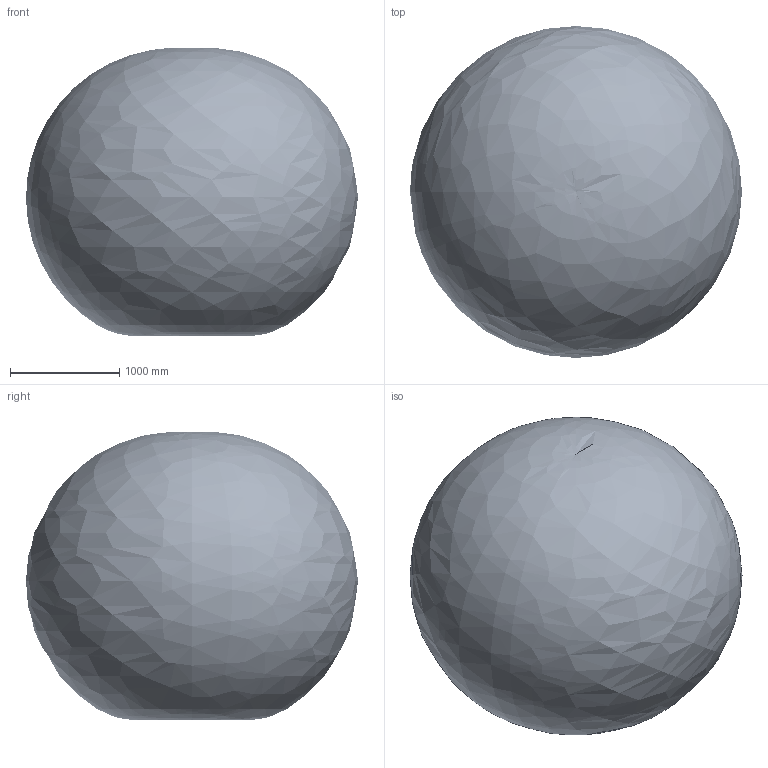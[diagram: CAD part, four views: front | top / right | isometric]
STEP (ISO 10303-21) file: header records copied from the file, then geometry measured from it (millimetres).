
FILE_DESCRIPTION(/* description */ ('Norm.iam Teamplte','CAx-IF Rec.Pracs.---Representation and Presentation of Product Manufacturing Information (PMI)---3.8---2014-02-18'),/* implementation_level */ '2;1');
FILE_NAME(/* name */ '3D-model_AT_00026-01.stp',/* time_stamp */ '2023-05-10T08:46:24+02:00',/* author */ ('enrico.reif'),/* organization */ (''),/* preprocessor_version */ 'ST-DEVELOPER v16.5',/* originating_system */ 'Autodesk Inventor 2017',/* authorisation */ '');
FILE_SCHEMA (('AP242_MANAGED_MODEL_BASED_3D_ENGINEERING_MIM_LF { 1 0 10303 442 1 1 4 }'));
Products named in the file (13): AT_00026-01_DUMMY KNICKARM Robotermechanik; MT_WST00112233 Dummy Grundgestell; MT_WST00112234 Dummy Karussell; MT_WST00112235 Dummy Schwinge; MT_WST00112245 Dummy Schulter; MT_WST00112247 Dummy Arm; MT_WST00112250 Dummy Handachse; MT_WST00112251 Dummy Flansch; MT_BGR00020757MT_BGR; MT_WST00065398MT_WST; MT_WST00065399MT_WST; MT_WST00113174 Dummy Kabel; MT_WST00113295 Arbeitsbereich
Assembly tree (12 placements, depth 3):
  AT_00026-01_DUMMY KNICKARM Robotermechanik
    MT_WST00112233 Dummy Grundgestell
    MT_WST00112234 Dummy Karussell
    MT_WST00112235 Dummy Schwinge
    MT_WST00112245 Dummy Schulter
    MT_WST00112247 Dummy Arm
    MT_WST00112250 Dummy Handachse
    MT_WST00112251 Dummy Flansch
    MT_BGR00020757MT_BGR
      MT_WST00065398MT_WST
      MT_WST00065399MT_WST
    MT_WST00113174 Dummy Kabel
    MT_WST00113295 Arbeitsbereich
Bounding box: 3041.65 x 3041.7 x 2638.36 mm (x, y, z)
Volume: 13299595568.9 mm3; surface area: 34631795.9 mm2
Topology: 13 solids, 16 shells, 5648 faces, 13680 edges, 8510 vertices
Faces by surface type: plane 2279, cylinder 1341, bspline 1217, cone 397, torus 368, sphere 46
Full cylindrical faces by diameter (mm): 2.459 x2, 2.5 x1, 2.8 x1, 3 x1, 3.242 x9, 3.8 x5, 4 x5, 4.134 x10, 4.917 x10, 5 x1, 5.459 x1, 5.5 x8, 6.5 x6, 6.647 x15, 7 x91, 7.2 x3, 7.6 x90, 7.8 x1, 8 x5, 8.2 x1, 8.5 x32, 9 x9, 10 x30, 10.106 x12, 10.902 x1, 11 x22, 11.5 x2, 12 x9, 13 x65, 13.835 x1
Entity records: 200722 total; most frequent: CARTESIAN_POINT 75652, ORIENTED_EDGE 24219, DIRECTION 23641, EDGE_CURVE 12091, AXIS2_PLACEMENT_3D 9607, VERTEX_POINT 8103, EDGE_LOOP 7374, FACE_OUTER_BOUND 5647
